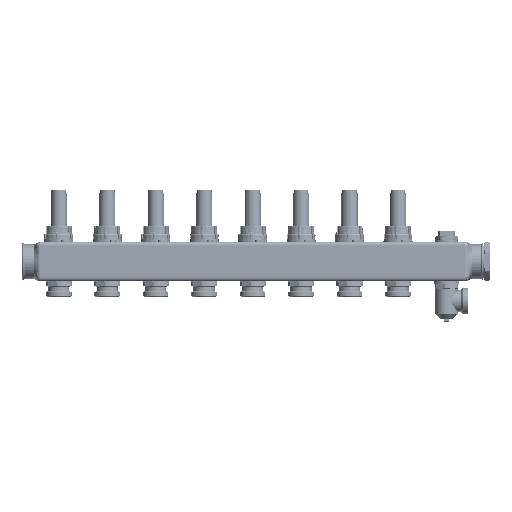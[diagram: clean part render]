
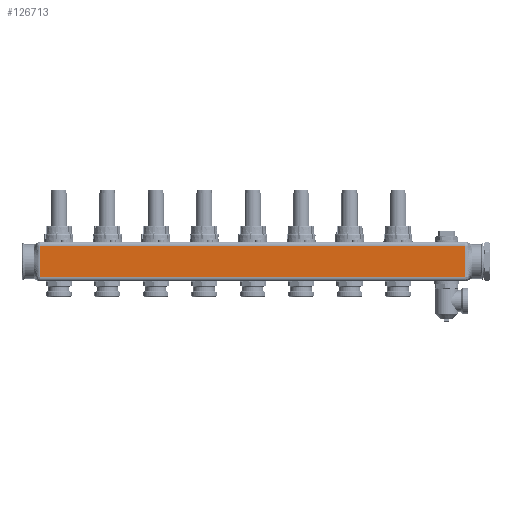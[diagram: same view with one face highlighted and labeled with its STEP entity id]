
A CAD part, top view. The second image highlights one B-rep face of the part: STEP entity #126713.
In plain terms, the highlighted planar face has unit normal (0, 0, 1).
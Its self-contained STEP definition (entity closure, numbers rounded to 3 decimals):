
#76061=CARTESIAN_POINT('',(-19.,16.302,
20.5));
#76282=DIRECTION('',(1.,0.,0.));
#76283=VECTOR('',#76282,438.);
#76284=CARTESIAN_POINT('',(-19.,-16.302,
20.5));
#76285=LINE('',#76284,#76283);
#76286=DIRECTION('',(1.,0.,0.));
#76287=VECTOR('',#76286,438.);
#76288=CARTESIAN_POINT('',(-19.,16.302,
20.5));
#76289=LINE('',#76288,#76287);
#76290=CARTESIAN_POINT('',(419.,16.302,20.5));
#76291=CARTESIAN_POINT('',(419.,15.592,20.5));
#76292=CARTESIAN_POINT('',(419.,14.183,20.5));
#76293=CARTESIAN_POINT('',(419.,11.401,20.5));
#76294=CARTESIAN_POINT('',(419.,7.989,20.5));
#76295=CARTESIAN_POINT('',(419.,4.643,20.5));
#76296=CARTESIAN_POINT('',(419.,1.987,20.5));
#76297=CARTESIAN_POINT('',(419.,-0.662,
20.5));
#76298=CARTESIAN_POINT('',(419.,-3.311,
20.5));
#76299=CARTESIAN_POINT('',(419.,-5.981,
20.5));
#76300=CARTESIAN_POINT('',(419.,-7.999,
20.5));
#76301=CARTESIAN_POINT('',(419.,-10.036,
20.5));
#76302=CARTESIAN_POINT('',(419.,-11.753,
20.5));
#76303=CARTESIAN_POINT('',(419.,-12.966,
20.5));
#76304=CARTESIAN_POINT('',(419.,-13.663,
20.5));
#76305=CARTESIAN_POINT('',(419.,-14.187,
20.5));
#76306=CARTESIAN_POINT('',(419.,-14.713,
20.5));
#76307=CARTESIAN_POINT('',(419.,-15.153,
20.5));
#76308=CARTESIAN_POINT('',(419.,-15.506,
20.5));
#76309=CARTESIAN_POINT('',(419.,-15.771,
20.5));
#76310=CARTESIAN_POINT('',(419.,-15.992,
20.5));
#76311=CARTESIAN_POINT('',(419.,-16.169,
20.5));
#76312=CARTESIAN_POINT('',(419.,-16.258,
20.5));
#76313=CARTESIAN_POINT('',(419.,-16.302,
20.5));
#76556=CARTESIAN_POINT('',(-19.,16.302,
20.5));
#76557=CARTESIAN_POINT('',(-19.,15.592,
20.5));
#76558=CARTESIAN_POINT('',(-19.,14.183,
20.5));
#76559=CARTESIAN_POINT('',(-19.,11.401,
20.5));
#76560=CARTESIAN_POINT('',(-19.,7.989,
20.5));
#76561=CARTESIAN_POINT('',(-19.,4.643,
20.5));
#76562=CARTESIAN_POINT('',(-19.,1.987,
20.5));
#76563=CARTESIAN_POINT('',(-19.,-0.662,
20.5));
#76564=CARTESIAN_POINT('',(-19.,-3.311,
20.5));
#76565=CARTESIAN_POINT('',(-19.,-5.981,
20.5));
#76566=CARTESIAN_POINT('',(-19.,-7.999,
20.5));
#76567=CARTESIAN_POINT('',(-19.,-10.036,
20.5));
#76568=CARTESIAN_POINT('',(-19.,-11.753,
20.5));
#76569=CARTESIAN_POINT('',(-19.,-12.966,
20.5));
#76570=CARTESIAN_POINT('',(-19.,-13.663,
20.5));
#76571=CARTESIAN_POINT('',(-19.,-14.187,
20.5));
#76572=CARTESIAN_POINT('',(-19.,-14.713,
20.5));
#76573=CARTESIAN_POINT('',(-19.,-15.153,
20.5));
#76574=CARTESIAN_POINT('',(-19.,-15.506,
20.5));
#76575=CARTESIAN_POINT('',(-19.,-15.771,
20.5));
#76576=CARTESIAN_POINT('',(-19.,-15.992,
20.5));
#76577=CARTESIAN_POINT('',(-19.,-16.169,
20.5));
#76578=CARTESIAN_POINT('',(-19.,-16.258,
20.5));
#76579=CARTESIAN_POINT('',(-19.,-16.302,
20.5));
#76594=CARTESIAN_POINT('',(-19.,-16.302,
20.5));
#86395=VERTEX_POINT('',#76061);
#86396=VERTEX_POINT('',#76594);
#86677=CARTESIAN_POINT('',(419.,16.302,20.5));
#86678=VERTEX_POINT('',#86677);
#86679=VERTEX_POINT('',#76313);
#126700=CARTESIAN_POINT('',(25.,16.302,20.5));
#126701=DIRECTION('',(0.,0.,1.));
#126702=DIRECTION('',(0.,-1.,0.));
#126703=AXIS2_PLACEMENT_3D('',#126700,#126701,#126702);
#126704=PLANE('',#126703);
#126705=ORIENTED_EDGE('',*,*,#125988,.T.);
#126707=ORIENTED_EDGE('',*,*,#126706,.T.);
#126708=ORIENTED_EDGE('',*,*,#126691,.F.);
#126710=ORIENTED_EDGE('',*,*,#126709,.F.);
#126711=EDGE_LOOP('',(#126705,#126707,#126708,#126710));
#126712=FACE_OUTER_BOUND('',#126711,.F.);
#126713=ADVANCED_FACE('',(#126712),#126704,.T.);
#76314=B_SPLINE_CURVE_WITH_KNOTS('',3,(#76290,#76291,#76292,#76293,#76294,
#76295,#76296,#76297,#76298,#76299,#76300,#76301,#76302,#76303,#76304,#76305,
#76306,#76307,#76308,#76309,#76310,#76311,#76312,#76313),.UNSPECIFIED.,.F.,.F.,(
4,1,1,1,1,1,1,1,1,1,1,1,1,1,1,1,1,1,1,1,1,4),(0.,0.062,
0.125,0.25,0.375,0.437,
0.5,0.625,0.688,0.75,
0.812,0.875,0.906,0.922,
0.937,0.953,0.969,0.977,
0.984,0.992,0.996,1.),.UNSPECIFIED.);
#76580=B_SPLINE_CURVE_WITH_KNOTS('',3,(#76556,#76557,#76558,#76559,#76560,
#76561,#76562,#76563,#76564,#76565,#76566,#76567,#76568,#76569,#76570,#76571,
#76572,#76573,#76574,#76575,#76576,#76577,#76578,#76579),.UNSPECIFIED.,.F.,.F.,(
4,1,1,1,1,1,1,1,1,1,1,1,1,1,1,1,1,1,1,1,1,4),(0.,0.062,
0.125,0.25,0.375,0.437,
0.5,0.625,0.688,0.75,
0.812,0.875,0.906,0.922,
0.937,0.953,0.969,0.977,
0.984,0.992,0.996,1.),.UNSPECIFIED.);
#125988=EDGE_CURVE('',#86395,#86678,#76289,.T.);
#126691=EDGE_CURVE('',#86396,#86679,#76285,.T.);
#126706=EDGE_CURVE('',#86678,#86679,#76314,.T.);
#126709=EDGE_CURVE('',#86395,#86396,#76580,.T.);
